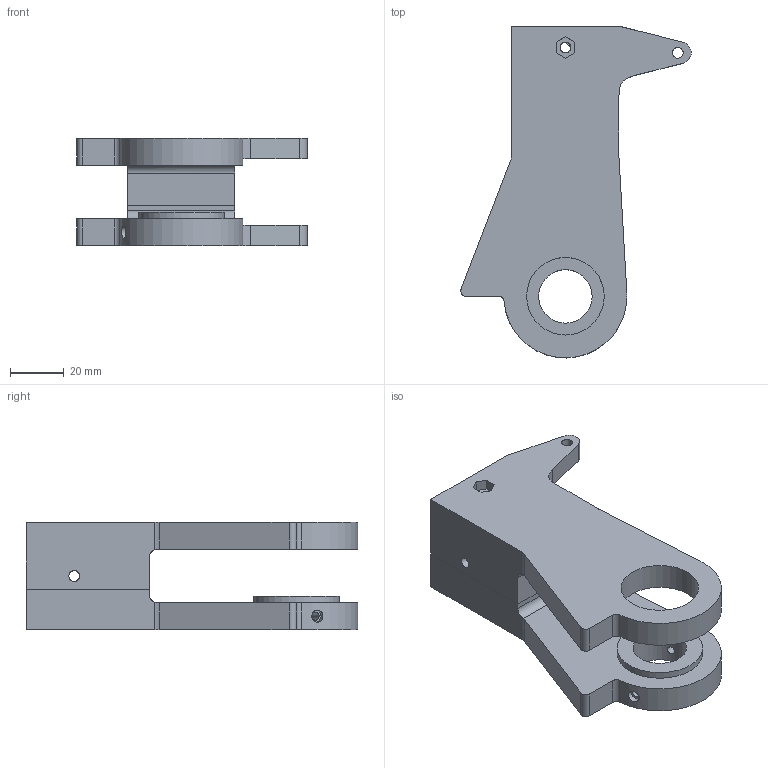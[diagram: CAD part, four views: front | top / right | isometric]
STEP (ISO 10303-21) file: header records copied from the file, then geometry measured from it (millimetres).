
FILE_DESCRIPTION(/* description */ (''),/* implementation_level */ '2;1');
FILE_NAME(/* name */ 'Knee Upper Pullley.step',/* time_stamp */ '2024-01-24T16:52:32-03:00',/* author */ (''),/* organization */ (''),/* preprocessor_version */ 'ST-DEVELOPER v20',/* originating_system */ 'Autodesk Translation Framework v12.14.0.127',/* authorisation */ '');
FILE_SCHEMA (('AUTOMOTIVE_DESIGN { 1 0 10303 214 3 1 1 }'));
Length unit declared in the file: millimetre
Products named in the file (2): Knee Upper Pullley; junction
Assembly tree (1 placements, depth 2):
  Knee Upper Pullley
    junction
Bounding box: 86.09 x 123.99 x 40 mm (x, y, z)
Volume: 128355.3 mm3; surface area: 35757.3 mm2
Topology: 2 solids, 2 shells, 95 faces, 255 edges, 167 vertices
Faces by surface type: plane 51, cylinder 40, bspline 4
Full cylindrical faces by diameter (mm): 3 x2, 4 x4, 4.472 x1, 20 x1, 29 x1, 32 x1
Entity records: 3482 total; most frequent: CARTESIAN_POINT 1031, ORIENTED_EDGE 506, DIRECTION 476, EDGE_CURVE 253, VERTEX_POINT 167, LINE 160, VECTOR 160, AXIS2_PLACEMENT_3D 158
